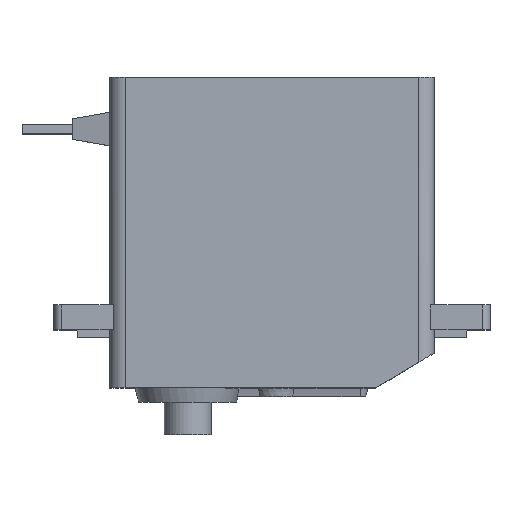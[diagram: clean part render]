
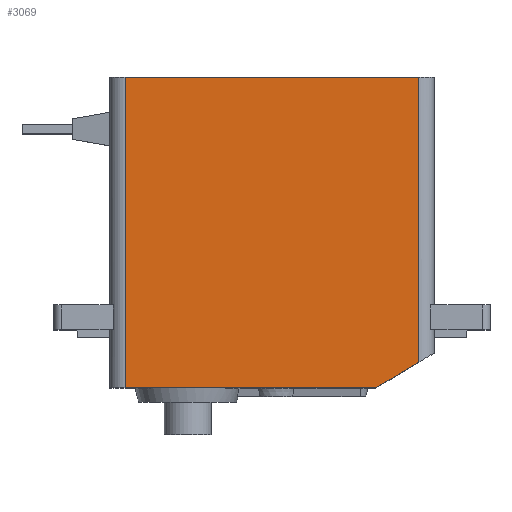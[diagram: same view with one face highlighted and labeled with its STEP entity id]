
A CAD part, top view. The second image highlights one B-rep face of the part: STEP entity #3069.
In plain terms, the highlighted planar face has unit normal (0, 0, 1).
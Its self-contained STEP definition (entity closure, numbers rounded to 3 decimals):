
#160 = CYLINDRICAL_SURFACE('',#161,2.);
#161 = AXIS2_PLACEMENT_3D('',#162,#163,#164);
#162 = CARTESIAN_POINT('',(-18.8,0.,8.375));
#163 = DIRECTION('',(0.,-1.,0.));
#164 = DIRECTION('',(0.,0.,1.));
#1767 = VERTEX_POINT('',#1768);
#1768 = CARTESIAN_POINT('',(-18.8,-39.85,10.375));
#1783 = PLANE('',#1784);
#1784 = AXIS2_PLACEMENT_3D('',#1785,#1786,#1787);
#1785 = CARTESIAN_POINT('',(-20.8,-39.85,10.375));
#1786 = DIRECTION('',(0.,-1.,0.));
#1787 = DIRECTION('',(0.,0.,-1.));
#1795 = EDGE_CURVE('',#1796,#1767,#1798,.T.);
#1796 = VERTEX_POINT('',#1797);
#1797 = CARTESIAN_POINT('',(-18.8,0.,10.375));
#1798 = SURFACE_CURVE('',#1799,(#1803,#1810),.PCURVE_S1.);
#1799 = LINE('',#1800,#1801);
#1800 = CARTESIAN_POINT('',(-18.8,0.,10.375));
#1801 = VECTOR('',#1802,1.);
#1802 = DIRECTION('',(0.,-1.,0.));
#1803 = PCURVE('',#160,#1804);
#1804 = DEFINITIONAL_REPRESENTATION('',(#1805),#1809);
#1805 = LINE('',#1806,#1807);
#1806 = CARTESIAN_POINT('',(0.,0.));
#1807 = VECTOR('',#1808,1.);
#1808 = DIRECTION('',(0.,1.));
#1809 = ( GEOMETRIC_REPRESENTATION_CONTEXT(2) 
PARAMETRIC_REPRESENTATION_CONTEXT() REPRESENTATION_CONTEXT('2D SPACE',''
  ) );
#1810 = PCURVE('',#1811,#1816);
#1811 = PLANE('',#1812);
#1812 = AXIS2_PLACEMENT_3D('',#1813,#1814,#1815);
#1813 = CARTESIAN_POINT('',(-20.8,0.,10.375));
#1814 = DIRECTION('',(0.,0.,1.));
#1815 = DIRECTION('',(1.,0.,0.));
#1816 = DEFINITIONAL_REPRESENTATION('',(#1817),#1821);
#1817 = LINE('',#1818,#1819);
#1818 = CARTESIAN_POINT('',(2.,0.));
#1819 = VECTOR('',#1820,1.);
#1820 = DIRECTION('',(0.,-1.));
#1821 = ( GEOMETRIC_REPRESENTATION_CONTEXT(2) 
PARAMETRIC_REPRESENTATION_CONTEXT() REPRESENTATION_CONTEXT('2D SPACE',''
  ) );
#1840 = PLANE('',#1841);
#1841 = AXIS2_PLACEMENT_3D('',#1842,#1843,#1844);
#1842 = CARTESIAN_POINT('',(-20.8,0.,10.375));
#1843 = DIRECTION('',(0.,-1.,0.));
#1844 = DIRECTION('',(0.,0.,-1.));
#2929 = EDGE_CURVE('',#1796,#2930,#2932,.T.);
#2930 = VERTEX_POINT('',#2931);
#2931 = CARTESIAN_POINT('',(18.8,0.,10.375));
#2932 = SURFACE_CURVE('',#2933,(#2937,#2944),.PCURVE_S1.);
#2933 = LINE('',#2934,#2935);
#2934 = CARTESIAN_POINT('',(-20.8,0.,10.375));
#2935 = VECTOR('',#2936,1.);
#2936 = DIRECTION('',(1.,0.,0.));
#2937 = PCURVE('',#1840,#2938);
#2938 = DEFINITIONAL_REPRESENTATION('',(#2939),#2943);
#2939 = LINE('',#2940,#2941);
#2940 = CARTESIAN_POINT('',(0.,0.));
#2941 = VECTOR('',#2942,1.);
#2942 = DIRECTION('',(0.,1.));
#2943 = ( GEOMETRIC_REPRESENTATION_CONTEXT(2) 
PARAMETRIC_REPRESENTATION_CONTEXT() REPRESENTATION_CONTEXT('2D SPACE',''
  ) );
#2944 = PCURVE('',#1811,#2945);
#2945 = DEFINITIONAL_REPRESENTATION('',(#2946),#2950);
#2946 = LINE('',#2947,#2948);
#2947 = CARTESIAN_POINT('',(0.,0.));
#2948 = VECTOR('',#2949,1.);
#2949 = DIRECTION('',(1.,0.));
#2950 = ( GEOMETRIC_REPRESENTATION_CONTEXT(2) 
PARAMETRIC_REPRESENTATION_CONTEXT() REPRESENTATION_CONTEXT('2D SPACE',''
  ) );
#3058 = CYLINDRICAL_SURFACE('',#3059,2.);
#3059 = AXIS2_PLACEMENT_3D('',#3060,#3061,#3062);
#3060 = CARTESIAN_POINT('',(18.8,0.,8.375));
#3061 = DIRECTION('',(0.,-1.,0.));
#3062 = DIRECTION('',(0.,0.,1.));
#3069 = ADVANCED_FACE('',(#3070),#1811,.T.);
#3070 = FACE_BOUND('',#3071,.T.);
#3071 = EDGE_LOOP('',(#3072,#3073,#3074,#3097,#3125));
#3072 = ORIENTED_EDGE('',*,*,#2929,.F.);
#3073 = ORIENTED_EDGE('',*,*,#1795,.T.);
#3074 = ORIENTED_EDGE('',*,*,#3075,.T.);
#3075 = EDGE_CURVE('',#1767,#3076,#3078,.T.);
#3076 = VERTEX_POINT('',#3077);
#3077 = CARTESIAN_POINT('',(13.3,-39.85,10.375));
#3078 = SURFACE_CURVE('',#3079,(#3083,#3090),.PCURVE_S1.);
#3079 = LINE('',#3080,#3081);
#3080 = CARTESIAN_POINT('',(-20.8,-39.85,10.375));
#3081 = VECTOR('',#3082,1.);
#3082 = DIRECTION('',(1.,0.,0.));
#3083 = PCURVE('',#1811,#3084);
#3084 = DEFINITIONAL_REPRESENTATION('',(#3085),#3089);
#3085 = LINE('',#3086,#3087);
#3086 = CARTESIAN_POINT('',(0.,-39.85));
#3087 = VECTOR('',#3088,1.);
#3088 = DIRECTION('',(1.,0.));
#3089 = ( GEOMETRIC_REPRESENTATION_CONTEXT(2) 
PARAMETRIC_REPRESENTATION_CONTEXT() REPRESENTATION_CONTEXT('2D SPACE',''
  ) );
#3090 = PCURVE('',#1783,#3091);
#3091 = DEFINITIONAL_REPRESENTATION('',(#3092),#3096);
#3092 = LINE('',#3093,#3094);
#3093 = CARTESIAN_POINT('',(0.,0.));
#3094 = VECTOR('',#3095,1.);
#3095 = DIRECTION('',(0.,1.));
#3096 = ( GEOMETRIC_REPRESENTATION_CONTEXT(2) 
PARAMETRIC_REPRESENTATION_CONTEXT() REPRESENTATION_CONTEXT('2D SPACE',''
  ) );
#3097 = ORIENTED_EDGE('',*,*,#3098,.F.);
#3098 = EDGE_CURVE('',#3099,#3076,#3101,.T.);
#3099 = VERTEX_POINT('',#3100);
#3100 = CARTESIAN_POINT('',(18.8,-36.55,10.375));
#3101 = SURFACE_CURVE('',#3102,(#3106,#3113),.PCURVE_S1.);
#3102 = LINE('',#3103,#3104);
#3103 = CARTESIAN_POINT('',(20.8,-35.35,10.375));
#3104 = VECTOR('',#3105,1.);
#3105 = DIRECTION('',(-0.857,-0.514,
    0.));
#3106 = PCURVE('',#1811,#3107);
#3107 = DEFINITIONAL_REPRESENTATION('',(#3108),#3112);
#3108 = LINE('',#3109,#3110);
#3109 = CARTESIAN_POINT('',(41.6,-35.35));
#3110 = VECTOR('',#3111,1.);
#3111 = DIRECTION('',(-0.857,-0.514));
#3112 = ( GEOMETRIC_REPRESENTATION_CONTEXT(2) 
PARAMETRIC_REPRESENTATION_CONTEXT() REPRESENTATION_CONTEXT('2D SPACE',''
  ) );
#3113 = PCURVE('',#3114,#3119);
#3114 = PLANE('',#3115);
#3115 = AXIS2_PLACEMENT_3D('',#3116,#3117,#3118);
#3116 = CARTESIAN_POINT('',(20.8,-35.35,10.375));
#3117 = DIRECTION('',(-0.514,0.857,0.
    ));
#3118 = DIRECTION('',(-0.857,-0.514,
    0.));
#3119 = DEFINITIONAL_REPRESENTATION('',(#3120),#3124);
#3120 = LINE('',#3121,#3122);
#3121 = CARTESIAN_POINT('',(0.,0.));
#3122 = VECTOR('',#3123,1.);
#3123 = DIRECTION('',(1.,0.));
#3124 = ( GEOMETRIC_REPRESENTATION_CONTEXT(2) 
PARAMETRIC_REPRESENTATION_CONTEXT() REPRESENTATION_CONTEXT('2D SPACE',''
  ) );
#3125 = ORIENTED_EDGE('',*,*,#3126,.F.);
#3126 = EDGE_CURVE('',#2930,#3099,#3127,.T.);
#3127 = SURFACE_CURVE('',#3128,(#3132,#3139),.PCURVE_S1.);
#3128 = LINE('',#3129,#3130);
#3129 = CARTESIAN_POINT('',(18.8,0.,10.375));
#3130 = VECTOR('',#3131,1.);
#3131 = DIRECTION('',(0.,-1.,0.));
#3132 = PCURVE('',#1811,#3133);
#3133 = DEFINITIONAL_REPRESENTATION('',(#3134),#3138);
#3134 = LINE('',#3135,#3136);
#3135 = CARTESIAN_POINT('',(39.6,0.));
#3136 = VECTOR('',#3137,1.);
#3137 = DIRECTION('',(0.,-1.));
#3138 = ( GEOMETRIC_REPRESENTATION_CONTEXT(2) 
PARAMETRIC_REPRESENTATION_CONTEXT() REPRESENTATION_CONTEXT('2D SPACE',''
  ) );
#3139 = PCURVE('',#3058,#3140);
#3140 = DEFINITIONAL_REPRESENTATION('',(#3141),#3145);
#3141 = LINE('',#3142,#3143);
#3142 = CARTESIAN_POINT('',(0.,0.));
#3143 = VECTOR('',#3144,1.);
#3144 = DIRECTION('',(0.,1.));
#3145 = ( GEOMETRIC_REPRESENTATION_CONTEXT(2) 
PARAMETRIC_REPRESENTATION_CONTEXT() REPRESENTATION_CONTEXT('2D SPACE',''
  ) );
